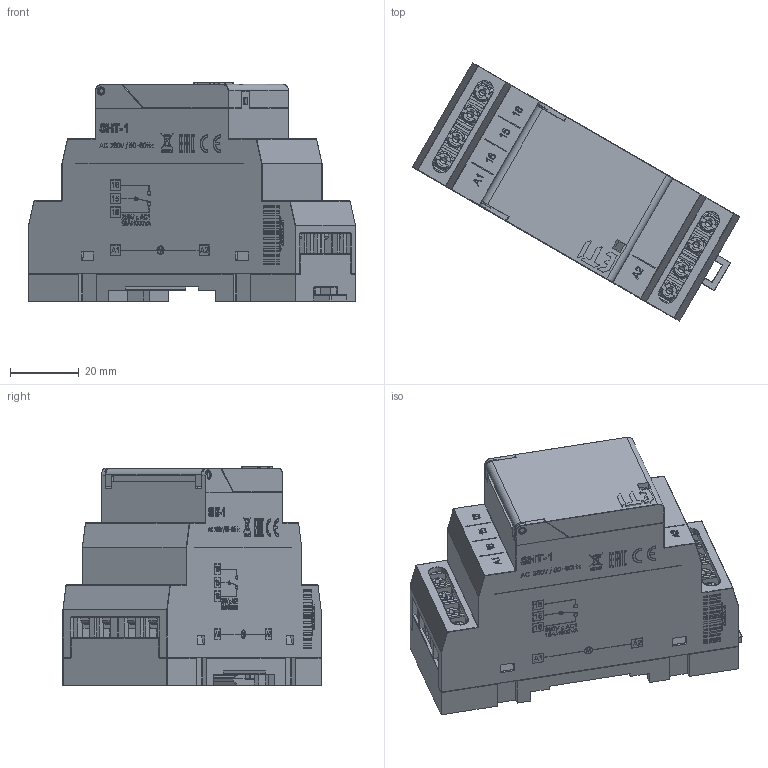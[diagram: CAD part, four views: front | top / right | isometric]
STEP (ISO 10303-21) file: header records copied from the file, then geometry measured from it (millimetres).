
FILE_DESCRIPTION((''),'2;1');
FILE_NAME('SHT-1_ASM','2020-11-10T',('marketing.praksa'),('Audax d.o.o.'),'CREO PARAMETRIC BY PTC INC, 2017480','CREO PARAMETRIC BY PTC INC, 2017480','');
FILE_SCHEMA(('AUTOMOTIVE_DESIGN { 1 0 10303 214 1 1 1 1 }'));
Products named in the file (25): BREP_1_1; BREP_2_1; BREP_3_1; BREP_4_1; BREP_5_1; BREP_6_1; BREP_7_1; BREP_8_1; BREP_9_1; BREP_10_1; BREP_11_1; BREP_12_1; BREP_14_1; BREP_13_1; BREP_15_1; BREP_16_1; BREP_17_1; DOCUMENT_A_ASM_1_ASM; TMP_DWG_65_1_1_1_1; TMP_DWG_65_1_2_1_1; TMP_DWG_65_1_3_1_1; CRM-82TO_1_ASM_1_ASM; LOGO_ASM_1_ASM; SHT-1_002470050_ASM_1_ASM; SHT-1_ASM
Assembly tree (24 placements, depth 5):
  SHT-1_ASM
    SHT-1_002470050_ASM_1_ASM
      DOCUMENT_A_ASM_1_ASM
        BREP_1_1
        BREP_2_1
        BREP_3_1
        BREP_4_1
        BREP_5_1
        BREP_6_1
        BREP_7_1
        BREP_8_1
        BREP_9_1
        BREP_10_1
        BREP_11_1
        BREP_12_1
        BREP_14_1
        BREP_13_1
        BREP_15_1
        BREP_16_1
        BREP_17_1
      LOGO_ASM_1_ASM
        CRM-82TO_1_ASM_1_ASM
          TMP_DWG_65_1_1_1_1
          TMP_DWG_65_1_2_1_1
          TMP_DWG_65_1_3_1_1
Bounding box: 95.11 x 75.09 x 63.68 mm (x, y, z)
Volume: 1953.7 mm3; surface area: 43075.2 mm2
Topology: 20 solids, 515 shells, 2323 faces, 10797 edges, 8935 vertices
Faces by surface type: plane 1500, cylinder 543, bspline 88, torus 64, cone 64, sphere 64
Entity records: 156136 total; most frequent: CARTESIAN_POINT 32782, ORIENTED_EDGE 15423, DIRECTION 15012, PRESENTATION_STYLE_ASSIGNMENT 11573, STYLED_ITEM 11573, EDGE_CURVE 10753, CURVE_STYLE 10437, VERTEX_POINT 8935
